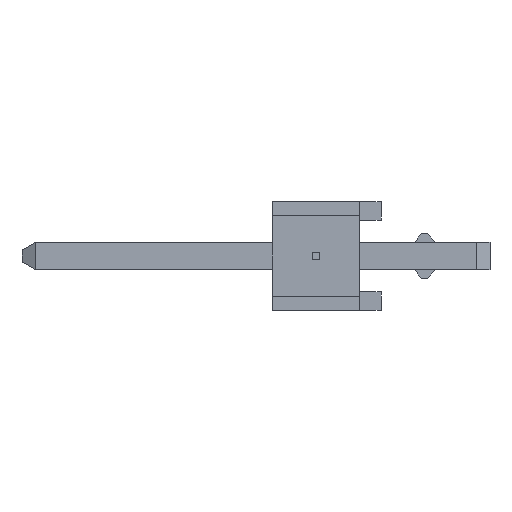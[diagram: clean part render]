
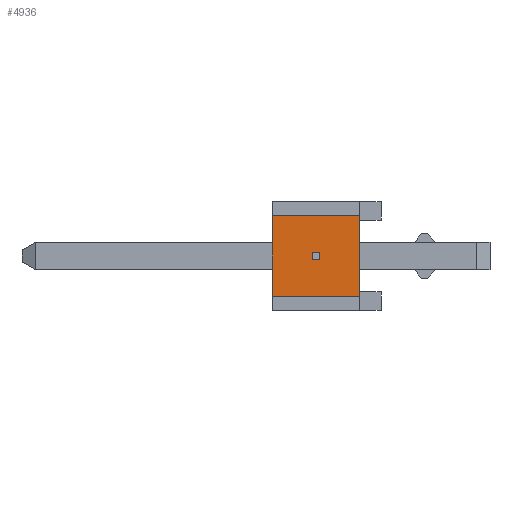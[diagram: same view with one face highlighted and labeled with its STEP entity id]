
A CAD part, left-side view. The second image highlights one B-rep face of the part: STEP entity #4936.
In plain terms, the highlighted planar face has unit normal (-1, 0, 0).
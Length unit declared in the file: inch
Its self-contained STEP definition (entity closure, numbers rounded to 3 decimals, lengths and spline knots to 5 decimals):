
#567=ORIENTED_EDGE('',*,*,#1823,.F.);
#568=ORIENTED_EDGE('',*,*,#1824,.F.);
#569=ORIENTED_EDGE('',*,*,#1825,.F.);
#570=ORIENTED_EDGE('',*,*,#1826,.F.);
#571=ORIENTED_EDGE('',*,*,#1827,.F.);
#572=ORIENTED_EDGE('',*,*,#1828,.F.);
#573=ORIENTED_EDGE('',*,*,#1829,.F.);
#574=ORIENTED_EDGE('',*,*,#1830,.F.);
#1823=EDGE_CURVE('',#2403,#2404,#2967,.T.);
#1824=EDGE_CURVE('',#2405,#2403,#2968,.T.);
#1825=EDGE_CURVE('',#2406,#2405,#2969,.T.);
#1826=EDGE_CURVE('',#2404,#2406,#2970,.T.);
#1827=EDGE_CURVE('',#2407,#2408,#2971,.T.);
#1828=EDGE_CURVE('',#2409,#2407,#2972,.T.);
#1829=EDGE_CURVE('',#2410,#2409,#2973,.T.);
#1830=EDGE_CURVE('',#2408,#2410,#2974,.T.);
#2403=VERTEX_POINT('',#7421);
#2404=VERTEX_POINT('',#7422);
#2405=VERTEX_POINT('',#7424);
#2406=VERTEX_POINT('',#7426);
#2407=VERTEX_POINT('',#7429);
#2408=VERTEX_POINT('',#7430);
#2409=VERTEX_POINT('',#7432);
#2410=VERTEX_POINT('',#7434);
#2967=LINE('',#7420,#3667);
#2968=LINE('',#7423,#3668);
#2969=LINE('',#7425,#3669);
#2970=LINE('',#7427,#3670);
#2971=LINE('',#7428,#3671);
#2972=LINE('',#7431,#3672);
#2973=LINE('',#7433,#3673);
#2974=LINE('',#7435,#3674);
#3667=VECTOR('',#6008,39.37008);
#3668=VECTOR('',#6009,39.37008);
#3669=VECTOR('',#6010,39.37008);
#3670=VECTOR('',#6011,39.37008);
#3671=VECTOR('',#6012,39.37008);
#3672=VECTOR('',#6013,39.37008);
#3673=VECTOR('',#6014,39.37008);
#3674=VECTOR('',#6015,39.37008);
#4081=EDGE_LOOP('',(#567,#568,#569,#570));
#4082=EDGE_LOOP('',(#571,#572,#573,#574));
#4373=FACE_BOUND('',#4081,.T.);
#4374=FACE_BOUND('',#4082,.T.);
#4665=PLANE('',#5233);
#4936=ADVANCED_FACE('',(#4373,#4374),#4665,.F.);
#5233=AXIS2_PLACEMENT_3D('',#7419,#6006,#6007);
#6006=DIRECTION('',(1.,0.,0.));
#6007=DIRECTION('',(0.,0.,-1.));
#6008=DIRECTION('',(0.,0.,-1.));
#6009=DIRECTION('',(0.,1.,0.));
#6010=DIRECTION('',(0.,0.,1.));
#6011=DIRECTION('',(0.,-1.,0.));
#6012=DIRECTION('',(0.,0.,-1.));
#6013=DIRECTION('',(0.,-1.,0.));
#6014=DIRECTION('',(0.,0.,1.));
#6015=DIRECTION('',(0.,1.,0.));
#7419=CARTESIAN_POINT('',(-0.242,0.,0.));
#7420=CARTESIAN_POINT('',(-0.242,0.06353,0.));
#7421=CARTESIAN_POINT('',(-0.242,0.06353,0.00339));
#7422=CARTESIAN_POINT('',(-0.242,0.06353,-0.00339));
#7423=CARTESIAN_POINT('',(-0.242,0.,0.00339));
#7424=CARTESIAN_POINT('',(-0.242,0.05647,0.00339));
#7425=CARTESIAN_POINT('',(-0.242,0.05647,0.));
#7426=CARTESIAN_POINT('',(-0.242,0.05647,-0.00339));
#7427=CARTESIAN_POINT('',(-0.242,0.,-0.00339));
#7428=CARTESIAN_POINT('',(-0.242,0.02,0.));
#7429=CARTESIAN_POINT('',(-0.242,0.02,0.037));
#7430=CARTESIAN_POINT('',(-0.242,0.02,-0.037));
#7431=CARTESIAN_POINT('',(-0.242,0.1,0.037));
#7432=CARTESIAN_POINT('',(-0.242,0.1,0.037));
#7433=CARTESIAN_POINT('',(-0.242,0.1,-0.037));
#7434=CARTESIAN_POINT('',(-0.242,0.1,-0.037));
#7435=CARTESIAN_POINT('',(-0.242,0.,-0.037));
